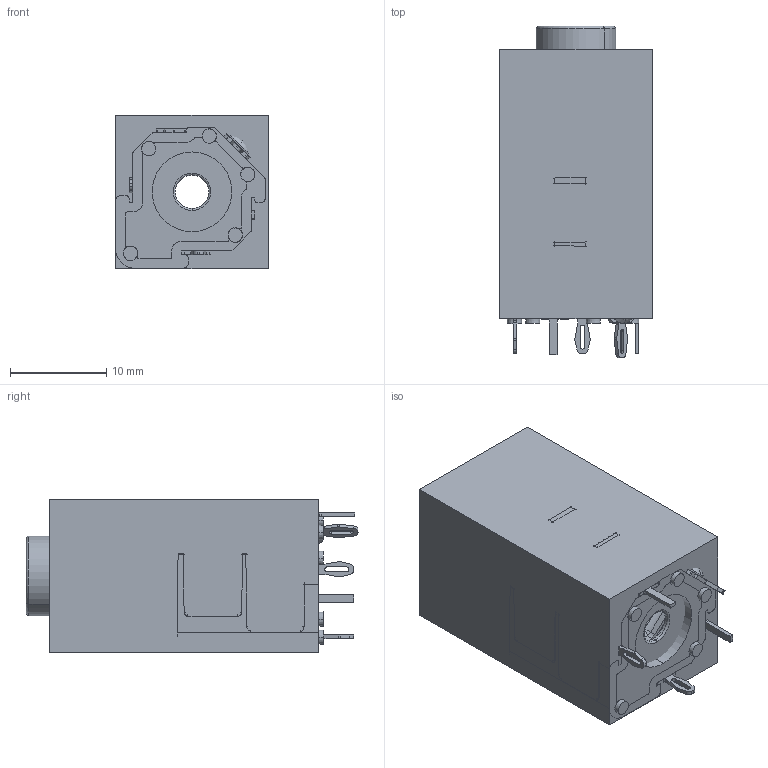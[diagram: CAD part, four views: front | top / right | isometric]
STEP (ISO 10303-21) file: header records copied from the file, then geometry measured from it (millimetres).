
FILE_DESCRIPTION((''),'2;1');
FILE_NAME('PRT0001','2021-03-10T',('yuj'),(''),'PRO/ENGINEER BY PARAMETRIC TECHNOLOGY CORPORATION, 2013040','PRO/ENGINEER BY PARAMETRIC TECHNOLOGY CORPORATION, 2013040','');
FILE_SCHEMA(('CONFIG_CONTROL_DESIGN'));
Length unit declared in the file: millimetre
Products named in the file (1): PRT0001
Bounding box: 15.9 x 34.55 x 16.02 mm (x, y, z)
Volume: 5712 mm3; surface area: 5962.4 mm2
Topology: 1 solids, 7 shells, 1075 faces, 2654 edges, 1584 vertices
Faces by surface type: cylinder 400, plane 363, bspline 102, sphere 100, cone 56, torus 54
Entity records: 37334 total; most frequent: CARTESIAN_POINT 13173, ORIENTED_EDGE 5287, DIRECTION 4673, EDGE_CURVE 2650, AXIS2_PLACEMENT_3D 1701, VERTEX_POINT 1584, VECTOR 1271, LINE 1271
